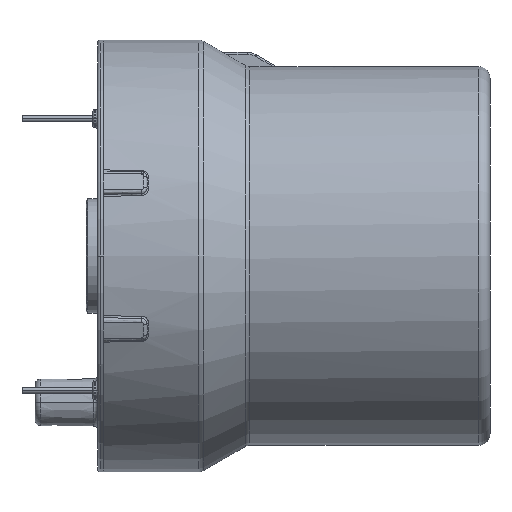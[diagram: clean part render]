
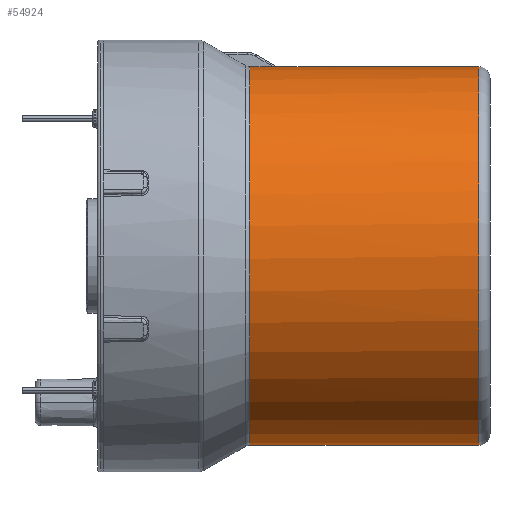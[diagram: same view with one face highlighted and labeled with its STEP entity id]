
A CAD part, left-side view. The second image highlights one B-rep face of the part: STEP entity #54924.
In plain terms, the highlighted cylindrical face has radius 26.289 mm (diameter 52.578 mm), a partial arc.
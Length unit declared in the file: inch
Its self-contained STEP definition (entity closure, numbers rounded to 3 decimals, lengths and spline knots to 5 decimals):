
#2488 = CARTESIAN_POINT ( 'NONE',  ( -0.03, 0.0627, 1.03457 ) ) ;
#4682 = CYLINDRICAL_SURFACE ( 'NONE', #33501, 1.035 ) ;
#4772 = VERTEX_POINT ( 'NONE', #53735 ) ;
#4849 = VECTOR ( 'NONE', #101394, 39.37008 ) ;
#6370 = DIRECTION ( 'NONE',  ( 0., 0., 1. ) ) ;
#11201 = VERTEX_POINT ( 'NONE', #26566 ) ;
#11430 = CARTESIAN_POINT ( 'NONE',  ( 0., 1.22713, 1.035 ) ) ;
#17726 = LINE ( 'NONE', #47794, #39720 ) ;
#20966 = DIRECTION ( 'NONE',  ( 0., 1., 0. ) ) ;
#23674 = CARTESIAN_POINT ( 'NONE',  ( 0., 1.37587, -1.035 ) ) ;
#26045 = ORIENTED_EDGE ( 'NONE', *, *, #78325, .T. ) ;
#26566 = CARTESIAN_POINT ( 'NONE',  ( -0.03, 1.37587, 1.03457 ) ) ;
#31789 = EDGE_CURVE ( 'NONE', #46094, #11201, #70702, .T. ) ;
#32700 = EDGE_LOOP ( 'NONE', ( #26045, #71556, #73161, #68961, #96065, #93500, #39452 ) ) ;
#33044 =( BOUNDED_CURVE ( )  B_SPLINE_CURVE ( 3, ( #11430, #44254, #43884, #69189 ),
 .UNSPECIFIED., .F., .F. ) 
 B_SPLINE_CURVE_WITH_KNOTS ( ( 4, 4 ),
 ( 3.14159, 3.16092 ),
 .UNSPECIFIED. ) 
 CURVE ( )  GEOMETRIC_REPRESENTATION_ITEM ( )  RATIONAL_B_SPLINE_CURVE ( ( 1., 1., 1., 1. ) ) 
 REPRESENTATION_ITEM ( '' )  );
#33501 = AXIS2_PLACEMENT_3D ( 'NONE', #55799, #72080, #6370 ) ;
#33711 = CARTESIAN_POINT ( 'NONE',  ( -0.02, 1.22679, 1.03481 ) ) ;
#35174 = EDGE_CURVE ( 'NONE', #89688, #94402, #33044, .T. ) ;
#36283 = LINE ( 'NONE', #37476, #99561 ) ;
#36875 = CARTESIAN_POINT ( 'NONE',  ( -0.02647, 1.23099, 1.03466 ) ) ;
#37476 = CARTESIAN_POINT ( 'NONE',  ( 0., 0.0627, 1.035 ) ) ;
#38050 = B_SPLINE_CURVE_WITH_KNOTS ( 'NONE', 3,
 ( #44792, #52796, #86342, #36875, #94649, #45150, #102974, #53505 ),
 .UNSPECIFIED., .F., .F.,
 ( 4, 2, 2, 4 ),
 ( 0., 0.00015, 0.0003, 0.00061 ),
 .UNSPECIFIED. ) ;
#39452 = ORIENTED_EDGE ( 'NONE', *, *, #31789, .T. ) ;
#39720 = VECTOR ( 'NONE', #64367, 39.37008 ) ;
#42836 = VERTEX_POINT ( 'NONE', #99677 ) ;
#43884 = CARTESIAN_POINT ( 'NONE',  ( -0.01333, 1.22702, 1.03494 ) ) ;
#44254 = CARTESIAN_POINT ( 'NONE',  ( -0.00667, 1.22713, 1.035 ) ) ;
#44417 = VERTEX_POINT ( 'NONE', #23674 ) ;
#44792 = CARTESIAN_POINT ( 'NONE',  ( -0.02, 1.22679, 1.03481 ) ) ;
#45150 = CARTESIAN_POINT ( 'NONE',  ( -0.02947, 1.23842, 1.03458 ) ) ;
#45393 = DIRECTION ( 'NONE',  ( 0., -1., 0. ) ) ;
#46094 = VERTEX_POINT ( 'NONE', #47600 ) ;
#46776 = CARTESIAN_POINT ( 'NONE',  ( 0., 1.37587, 0. ) ) ;
#47600 = CARTESIAN_POINT ( 'NONE',  ( -0.03, 1.24638, 1.03457 ) ) ;
#47794 = CARTESIAN_POINT ( 'NONE',  ( 0., 0.0627, -1.035 ) ) ;
#49657 = CARTESIAN_POINT ( 'NONE',  ( 0., 1.22713, 1.035 ) ) ;
#52796 = CARTESIAN_POINT ( 'NONE',  ( -0.02203, 1.22673, 1.03477 ) ) ;
#53505 = CARTESIAN_POINT ( 'NONE',  ( -0.03, 1.24638, 1.03457 ) ) ;
#53735 = CARTESIAN_POINT ( 'NONE',  ( 0., 0.1252, 1.035 ) ) ;
#54924 = ADVANCED_FACE ( 'NONE', ( #78331 ), #4682, .T. ) ;
#55080 = DIRECTION ( 'NONE',  ( 0., 0., 1. ) ) ;
#55799 = CARTESIAN_POINT ( 'NONE',  ( 0., 0.0627, 0. ) ) ;
#64367 = DIRECTION ( 'NONE',  ( 0., -1., 0. ) ) ;
#68961 = ORIENTED_EDGE ( 'NONE', *, *, #101284, .F. ) ;
#69189 = CARTESIAN_POINT ( 'NONE',  ( -0.02, 1.22679, 1.03481 ) ) ;
#69374 = EDGE_CURVE ( 'NONE', #44417, #42836, #17726, .T. ) ;
#70496 = CARTESIAN_POINT ( 'NONE',  ( 0., 0.1252, 0. ) ) ;
#70702 = LINE ( 'NONE', #2488, #4849 ) ;
#71556 = ORIENTED_EDGE ( 'NONE', *, *, #69374, .T. ) ;
#72080 = DIRECTION ( 'NONE',  ( 0., -1., 0. ) ) ;
#73161 = ORIENTED_EDGE ( 'NONE', *, *, #105676, .T. ) ;
#77147 = CIRCLE ( 'NONE', #77485, 1.035 ) ;
#77485 = AXIS2_PLACEMENT_3D ( 'NONE', #46776, #104576, #55080 ) ;
#78325 = EDGE_CURVE ( 'NONE', #11201, #44417, #77147, .T. ) ;
#78331 = FACE_OUTER_BOUND ( 'NONE', #32700, .T. ) ;
#78829 = DIRECTION ( 'NONE',  ( 0., 0., 1. ) ) ;
#79742 = CIRCLE ( 'NONE', #94831, 1.035 ) ;
#86342 = CARTESIAN_POINT ( 'NONE',  ( -0.02386, 1.22795, 1.03473 ) ) ;
#89688 = VERTEX_POINT ( 'NONE', #49657 ) ;
#93500 = ORIENTED_EDGE ( 'NONE', *, *, #99330, .T. ) ;
#94402 = VERTEX_POINT ( 'NONE', #33711 ) ;
#94649 = CARTESIAN_POINT ( 'NONE',  ( -0.02738, 1.23279, 1.03464 ) ) ;
#94831 = AXIS2_PLACEMENT_3D ( 'NONE', #70496, #20966, #78829 ) ;
#96065 = ORIENTED_EDGE ( 'NONE', *, *, #35174, .T. ) ;
#99330 = EDGE_CURVE ( 'NONE', #94402, #46094, #38050, .T. ) ;
#99561 = VECTOR ( 'NONE', #45393, 39.37008 ) ;
#99677 = CARTESIAN_POINT ( 'NONE',  ( 0., 0.1252, -1.035 ) ) ;
#101284 = EDGE_CURVE ( 'NONE', #89688, #4772, #36283, .T. ) ;
#101394 = DIRECTION ( 'NONE',  ( 0., 1., 0. ) ) ;
#102974 = CARTESIAN_POINT ( 'NONE',  ( -0.03, 1.24238, 1.03457 ) ) ;
#104576 = DIRECTION ( 'NONE',  ( 0., -1., 0. ) ) ;
#105676 = EDGE_CURVE ( 'NONE', #42836, #4772, #79742, .T. ) ;
